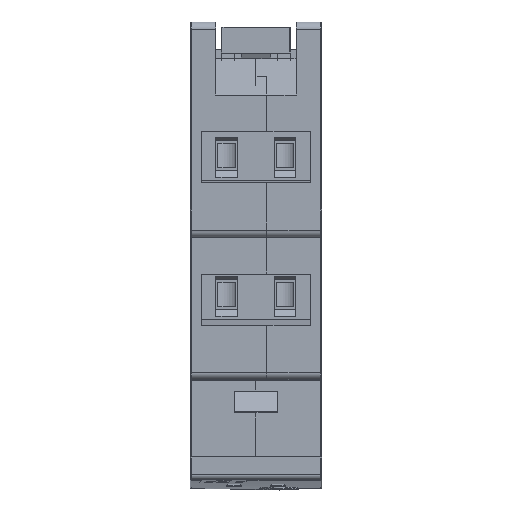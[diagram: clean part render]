
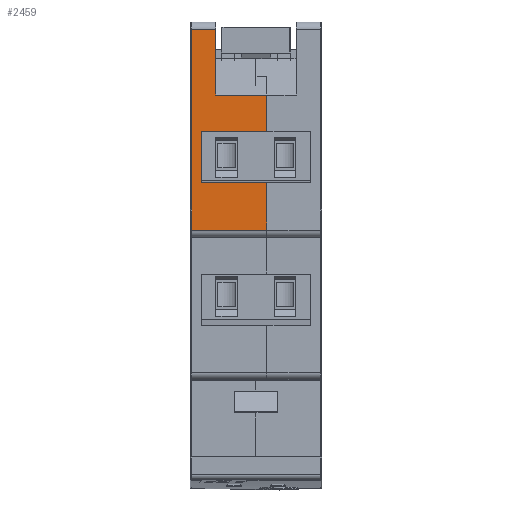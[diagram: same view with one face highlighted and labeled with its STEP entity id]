
A CAD part, top view. The second image highlights one B-rep face of the part: STEP entity #2459.
In plain terms, the highlighted planar face has unit normal (0, 0, 1).
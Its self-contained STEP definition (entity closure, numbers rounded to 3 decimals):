
#2459=ADVANCED_FACE('',(#4483),#4485,.T.);
#4483=FACE_BOUND('',#4484,.T.);
#4484=EDGE_LOOP('',(#9516,#9517,#9518,#9519,#9520,#9521,#9522,#9523,#9524,#9525));
#4485=PLANE('',#4486);
#4486=AXIS2_PLACEMENT_3D('',#4487,#4488,#4489);
#4487=CARTESIAN_POINT('',(0.,28.75,44.75));
#4488=DIRECTION('',(0.,0.,1.));
#4489=DIRECTION('',(0.,-1.,0.));
#9516=ORIENTED_EDGE('',*,*,#12824,.T.);
#9517=ORIENTED_EDGE('',*,*,#12825,.T.);
#9518=ORIENTED_EDGE('',*,*,#12826,.F.);
#9519=ORIENTED_EDGE('',*,*,#12827,.T.);
#9520=ORIENTED_EDGE('',*,*,#12828,.T.);
#9521=ORIENTED_EDGE('',*,*,#12829,.T.);
#9522=ORIENTED_EDGE('',*,*,#12830,.F.);
#9523=ORIENTED_EDGE('',*,*,#12738,.T.);
#9524=ORIENTED_EDGE('',*,*,#12704,.T.);
#9525=ORIENTED_EDGE('',*,*,#12823,.F.);
#12704=EDGE_CURVE('',#14829,#14827,#14830,.T.);
#12738=EDGE_CURVE('',#14894,#14829,#14895,.F.);
#12823=EDGE_CURVE('',#15038,#14827,#15040,.T.);
#12824=EDGE_CURVE('',#15038,#15041,#15042,.T.);
#12825=EDGE_CURVE('',#15041,#15043,#15044,.T.);
#12826=EDGE_CURVE('',#15045,#15043,#15046,.T.);
#12827=EDGE_CURVE('',#15045,#15047,#15048,.F.);
#12828=EDGE_CURVE('',#15047,#15049,#15050,.T.);
#12829=EDGE_CURVE('',#15049,#15051,#15052,.F.);
#12830=EDGE_CURVE('',#14894,#15051,#15053,.T.);
#14827=VERTEX_POINT('',#18710);
#14829=VERTEX_POINT('',#18715);
#14830=LINE('',#18716,#18717);
#14894=VERTEX_POINT('',#18855);
#14895=LINE('',#18856,#18857);
#15038=VERTEX_POINT('',#19167);
#15040=LINE('',#19172,#19173);
#15041=VERTEX_POINT('',#19175);
#15042=LINE('',#19176,#19177);
#15043=VERTEX_POINT('',#19179);
#15044=LINE('',#19180,#19181);
#15045=VERTEX_POINT('',#19183);
#15046=LINE('',#19184,#19185);
#15047=VERTEX_POINT('',#19187);
#15048=LINE('',#19188,#19189);
#15049=VERTEX_POINT('',#19191);
#15050=LINE('',#19192,#19193);
#15051=VERTEX_POINT('',#19195);
#15052=LINE('',#19196,#19197);
#15053=LINE('',#19199,#19200);
#18710=CARTESIAN_POINT('',(3.5,28.75,44.75));
#18715=CARTESIAN_POINT('',(3.5,19.75,44.75));
#18716=CARTESIAN_POINT('',(3.5,19.75,44.75));
#18717=VECTOR('',#18718,1.);
#18718=DIRECTION('',(0.,1.,0.));
#18855=CARTESIAN_POINT('',(10.5,19.75,44.75));
#18856=CARTESIAN_POINT('',(3.5,19.75,44.75));
#18857=VECTOR('',#18858,1.);
#18858=DIRECTION('',(1.,0.,0.));
#19167=CARTESIAN_POINT('',(0.2,28.75,44.75));
#19172=CARTESIAN_POINT('',(0.2,28.75,44.75));
#19173=VECTOR('',#19174,1.);
#19174=DIRECTION('',(1.,0.,0.));
#19175=CARTESIAN_POINT('',(0.2,1.25,44.75));
#19176=CARTESIAN_POINT('',(0.2,28.75,44.75));
#19177=VECTOR('',#19178,1.);
#19178=DIRECTION('',(0.,-1.,0.));
#19179=CARTESIAN_POINT('',(10.5,1.25,44.75));
#19180=CARTESIAN_POINT('',(0.2,1.25,44.75));
#19181=VECTOR('',#19182,1.);
#19182=DIRECTION('',(1.,0.,0.));
#19183=CARTESIAN_POINT('',(10.5,7.75,44.75));
#19184=CARTESIAN_POINT('',(10.5,7.75,44.75));
#19185=VECTOR('',#19186,1.);
#19186=DIRECTION('',(0.,-1.,0.));
#19187=CARTESIAN_POINT('',(1.5,7.75,44.75));
#19188=CARTESIAN_POINT('',(1.5,7.75,44.75));
#19189=VECTOR('',#19190,1.);
#19190=DIRECTION('',(1.,0.,0.));
#19191=CARTESIAN_POINT('',(1.5,14.75,44.75));
#19192=CARTESIAN_POINT('',(1.5,7.75,44.75));
#19193=VECTOR('',#19194,1.);
#19194=DIRECTION('',(0.,1.,0.));
#19195=CARTESIAN_POINT('',(10.5,14.75,44.75));
#19196=CARTESIAN_POINT('',(10.5,14.75,44.75));
#19197=VECTOR('',#19198,1.);
#19198=DIRECTION('',(-1.,0.,0.));
#19199=CARTESIAN_POINT('',(10.5,19.75,44.75));
#19200=VECTOR('',#19201,1.);
#19201=DIRECTION('',(0.,-1.,0.));
